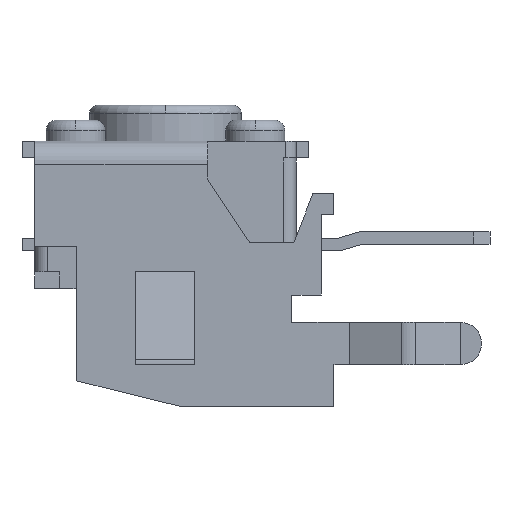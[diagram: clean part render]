
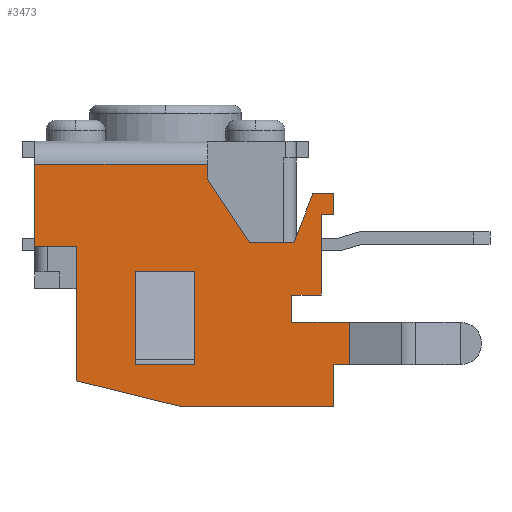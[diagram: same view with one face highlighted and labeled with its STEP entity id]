
A CAD part, left-side view. The second image highlights one B-rep face of the part: STEP entity #3473.
In plain terms, the highlighted planar face has unit normal (-1, 0, 0).
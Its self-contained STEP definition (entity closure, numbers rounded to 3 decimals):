
#987=CARTESIAN_POINT('',(-3.75,3.1,-2.5));
#988=VERTEX_POINT('',#987);
#995=CARTESIAN_POINT('',(-3.75,3.1,-0.55));
#996=VERTEX_POINT('',#995);
#997=CARTESIAN_POINT('',(-3.75,3.1,-0.55));
#998=DIRECTION('',(0.0,0.0,-1.0));
#999=VECTOR('',#998,1.95);
#1000=LINE('',#997,#999);
#1001=EDGE_CURVE('',#996,#988,#1000,.T.);
#1177=CARTESIAN_POINT('',(-3.75,-1.,-0.55));
#1178=VERTEX_POINT('',#1177);
#1179=CARTESIAN_POINT('',(-3.75,-1.,-0.55));
#1180=DIRECTION('',(0.0,1.0,0.0));
#1181=VECTOR('',#1180,4.1);
#1182=LINE('',#1179,#1181);
#1183=EDGE_CURVE('',#1178,#996,#1182,.T.);
#1218=CARTESIAN_POINT('',(-3.75,-1.0,-0.9));
#1219=VERTEX_POINT('',#1218);
#1220=CARTESIAN_POINT('',(-3.75,-1.0,-0.55));
#1221=DIRECTION('',(0.0,0.0,-1.0));
#1222=VECTOR('',#1221,0.35);
#1223=LINE('',#1220,#1222);
#1224=EDGE_CURVE('',#1178,#1219,#1223,.T.);
#3285=CARTESIAN_POINT('',(-3.75,2.1,-2.5));
#3286=VERTEX_POINT('',#3285);
#3293=CARTESIAN_POINT('',(-3.75,2.1,-2.5));
#3294=DIRECTION('',(0.0,1.0,0.0));
#3295=VECTOR('',#3294,1.);
#3296=LINE('',#3293,#3295);
#3297=EDGE_CURVE('',#3286,#988,#3296,.T.);
#3302=CARTESIAN_POINT('',(-3.75,3.1,-0.55));
#3303=DIRECTION('',(1.0,0.0,0.0));
#3304=DIRECTION('',(0.0,0.0,-1.0));
#3305=AXIS2_PLACEMENT_3D('',#3302,#3303,#3304);
#3306=PLANE('',#3305);
#3307=ORIENTED_EDGE('',*,*,#1183,.T.);
#3308=ORIENTED_EDGE('',*,*,#1001,.T.);
#3309=ORIENTED_EDGE('',*,*,#3297,.F.);
#3310=CARTESIAN_POINT('',(-3.75,2.1,-5.688));
#3311=VERTEX_POINT('',#3310);
#3312=CARTESIAN_POINT('',(-3.75,2.1,-5.688));
#3313=DIRECTION('',(0.0,0.0,1.0));
#3314=VECTOR('',#3313,3.188);
#3315=LINE('',#3312,#3314);
#3316=EDGE_CURVE('',#3311,#3286,#3315,.T.);
#3317=ORIENTED_EDGE('',*,*,#3316,.F.);
#3318=CARTESIAN_POINT('',(-3.75,-0.39,-6.3));
#3319=VERTEX_POINT('',#3318);
#3320=CARTESIAN_POINT('',(-3.75,-0.39,-6.3));
#3321=DIRECTION('',(0.0,0.971,0.239));
#3322=VECTOR('',#3321,2.564);
#3323=LINE('',#3320,#3322);
#3324=EDGE_CURVE('',#3319,#3311,#3323,.T.);
#3325=ORIENTED_EDGE('',*,*,#3324,.F.);
#3326=CARTESIAN_POINT('',(-3.75,-4.,-6.3));
#3327=VERTEX_POINT('',#3326);
#3328=CARTESIAN_POINT('',(-3.75,-4.,-6.3));
#3329=DIRECTION('',(0.0,1.0,0.0));
#3330=VECTOR('',#3329,3.61);
#3331=LINE('',#3328,#3330);
#3332=EDGE_CURVE('',#3327,#3319,#3331,.T.);
#3333=ORIENTED_EDGE('',*,*,#3332,.F.);
#3334=CARTESIAN_POINT('',(-3.75,-4.,-5.3));
#3335=VERTEX_POINT('',#3334);
#3336=CARTESIAN_POINT('',(-3.75,-4.,-5.3));
#3337=DIRECTION('',(0.0,0.0,-1.0));
#3338=VECTOR('',#3337,1.);
#3339=LINE('',#3336,#3338);
#3340=EDGE_CURVE('',#3335,#3327,#3339,.T.);
#3341=ORIENTED_EDGE('',*,*,#3340,.F.);
#3342=CARTESIAN_POINT('',(-3.75,-4.36,-5.3));
#3343=VERTEX_POINT('',#3342);
#3344=CARTESIAN_POINT('',(-3.75,-4.,-5.3));
#3345=DIRECTION('',(0.0,-1.0,0.0));
#3346=VECTOR('',#3345,0.36);
#3347=LINE('',#3344,#3346);
#3348=EDGE_CURVE('',#3335,#3343,#3347,.T.);
#3349=ORIENTED_EDGE('',*,*,#3348,.T.);
#3350=CARTESIAN_POINT('',(-3.75,-4.36,-4.3));
#3351=VERTEX_POINT('',#3350);
#3352=CARTESIAN_POINT('',(-3.75,-4.36,-4.3));
#3353=DIRECTION('',(0.0,0.0,-1.0));
#3354=VECTOR('',#3353,1.);
#3355=LINE('',#3352,#3354);
#3356=EDGE_CURVE('',#3351,#3343,#3355,.T.);
#3357=ORIENTED_EDGE('',*,*,#3356,.F.);
#3358=CARTESIAN_POINT('',(-3.75,-3.0,-4.3));
#3359=VERTEX_POINT('',#3358);
#3360=CARTESIAN_POINT('',(-3.75,-3.0,-4.3));
#3361=DIRECTION('',(0.0,-1.0,0.0));
#3362=VECTOR('',#3361,1.36);
#3363=LINE('',#3360,#3362);
#3364=EDGE_CURVE('',#3359,#3351,#3363,.T.);
#3365=ORIENTED_EDGE('',*,*,#3364,.F.);
#3366=CARTESIAN_POINT('',(-3.75,-3.,-3.65));
#3367=VERTEX_POINT('',#3366);
#3368=CARTESIAN_POINT('',(-3.75,-3.,-3.65));
#3369=DIRECTION('',(0.0,0.0,-1.0));
#3370=VECTOR('',#3369,0.65);
#3371=LINE('',#3368,#3370);
#3372=EDGE_CURVE('',#3367,#3359,#3371,.T.);
#3373=ORIENTED_EDGE('',*,*,#3372,.F.);
#3374=CARTESIAN_POINT('',(-3.75,-3.7,-3.65));
#3375=VERTEX_POINT('',#3374);
#3376=CARTESIAN_POINT('',(-3.75,-3.7,-3.65));
#3377=DIRECTION('',(0.0,1.0,0.0));
#3378=VECTOR('',#3377,0.7);
#3379=LINE('',#3376,#3378);
#3380=EDGE_CURVE('',#3375,#3367,#3379,.T.);
#3381=ORIENTED_EDGE('',*,*,#3380,.F.);
#3382=CARTESIAN_POINT('',(-3.75,-3.7,-1.75));
#3383=VERTEX_POINT('',#3382);
#3384=CARTESIAN_POINT('',(-3.75,-3.7,-1.75));
#3385=DIRECTION('',(0.0,0.0,-1.0));
#3386=VECTOR('',#3385,1.9);
#3387=LINE('',#3384,#3386);
#3388=EDGE_CURVE('',#3383,#3375,#3387,.T.);
#3389=ORIENTED_EDGE('',*,*,#3388,.F.);
#3390=CARTESIAN_POINT('',(-3.75,-4.,-1.75));
#3391=VERTEX_POINT('',#3390);
#3392=CARTESIAN_POINT('',(-3.75,-4.,-1.75));
#3393=DIRECTION('',(0.0,1.0,0.0));
#3394=VECTOR('',#3393,0.3);
#3395=LINE('',#3392,#3394);
#3396=EDGE_CURVE('',#3391,#3383,#3395,.T.);
#3397=ORIENTED_EDGE('',*,*,#3396,.F.);
#3398=CARTESIAN_POINT('',(-3.75,-4.,-1.25));
#3399=VERTEX_POINT('',#3398);
#3400=CARTESIAN_POINT('',(-3.75,-4.,-1.25));
#3401=DIRECTION('',(0.0,0.0,-1.0));
#3402=VECTOR('',#3401,0.5);
#3403=LINE('',#3400,#3402);
#3404=EDGE_CURVE('',#3399,#3391,#3403,.T.);
#3405=ORIENTED_EDGE('',*,*,#3404,.F.);
#3406=CARTESIAN_POINT('',(-3.75,-3.5,-1.25));
#3407=VERTEX_POINT('',#3406);
#3408=CARTESIAN_POINT('',(-3.75,-3.5,-1.25));
#3409=DIRECTION('',(0.0,-1.0,0.0));
#3410=VECTOR('',#3409,0.5);
#3411=LINE('',#3408,#3410);
#3412=EDGE_CURVE('',#3407,#3399,#3411,.T.);
#3413=ORIENTED_EDGE('',*,*,#3412,.F.);
#3414=CARTESIAN_POINT('',(-3.75,-3.05,-2.4));
#3415=VERTEX_POINT('',#3414);
#3416=CARTESIAN_POINT('',(-3.75,-3.05,-2.4));
#3417=DIRECTION('',(0.0,-0.364,0.931));
#3418=VECTOR('',#3417,1.235);
#3419=LINE('',#3416,#3418);
#3420=EDGE_CURVE('',#3415,#3407,#3419,.T.);
#3421=ORIENTED_EDGE('',*,*,#3420,.F.);
#3422=CARTESIAN_POINT('',(-3.75,-2.,-2.4));
#3423=VERTEX_POINT('',#3422);
#3424=CARTESIAN_POINT('',(-3.75,-2.,-2.4));
#3425=DIRECTION('',(0.0,-1.0,0.0));
#3426=VECTOR('',#3425,1.05);
#3427=LINE('',#3424,#3426);
#3428=EDGE_CURVE('',#3423,#3415,#3427,.T.);
#3429=ORIENTED_EDGE('',*,*,#3428,.F.);
#3430=CARTESIAN_POINT('',(-3.75,-1.,-0.9));
#3431=DIRECTION('',(0.0,-0.555,-0.832));
#3432=VECTOR('',#3431,1.803);
#3433=LINE('',#3430,#3432);
#3434=EDGE_CURVE('',#1219,#3423,#3433,.T.);
#3435=ORIENTED_EDGE('',*,*,#3434,.F.);
#3436=ORIENTED_EDGE('',*,*,#1224,.F.);
#3437=EDGE_LOOP('',(#3307,#3308,#3309,#3317,#3325,#3333,#3341,#3349,#3357,#3365,#3373,#3381,#3389,#3397,#3405,#3413,#3421,#3429,#3435,#3436));
#3438=FACE_OUTER_BOUND('',#3437,.T.);
#3439=CARTESIAN_POINT('',(-3.75,-0.7,-5.3));
#3440=VERTEX_POINT('',#3439);
#3441=CARTESIAN_POINT('',(-3.75,-0.7,-3.1));
#3442=VERTEX_POINT('',#3441);
#3443=CARTESIAN_POINT('',(-3.75,-0.7,-5.3));
#3444=DIRECTION('',(0.0,0.0,1.0));
#3445=VECTOR('',#3444,2.2);
#3446=LINE('',#3443,#3445);
#3447=EDGE_CURVE('',#3440,#3442,#3446,.T.);
#3448=ORIENTED_EDGE('',*,*,#3447,.F.);
#3449=CARTESIAN_POINT('',(-3.75,0.7,-5.3));
#3450=VERTEX_POINT('',#3449);
#3451=CARTESIAN_POINT('',(-3.75,0.7,-5.3));
#3452=DIRECTION('',(0.0,-1.0,0.0));
#3453=VECTOR('',#3452,1.4);
#3454=LINE('',#3451,#3453);
#3455=EDGE_CURVE('',#3450,#3440,#3454,.T.);
#3456=ORIENTED_EDGE('',*,*,#3455,.F.);
#3457=CARTESIAN_POINT('',(-3.75,0.7,-3.1));
#3458=VERTEX_POINT('',#3457);
#3459=CARTESIAN_POINT('',(-3.75,0.7,-3.1));
#3460=DIRECTION('',(0.0,0.0,-1.0));
#3461=VECTOR('',#3460,2.2);
#3462=LINE('',#3459,#3461);
#3463=EDGE_CURVE('',#3458,#3450,#3462,.T.);
#3464=ORIENTED_EDGE('',*,*,#3463,.F.);
#3465=CARTESIAN_POINT('',(-3.75,-0.7,-3.1));
#3466=DIRECTION('',(0.0,1.0,0.0));
#3467=VECTOR('',#3466,1.4);
#3468=LINE('',#3465,#3467);
#3469=EDGE_CURVE('',#3442,#3458,#3468,.T.);
#3470=ORIENTED_EDGE('',*,*,#3469,.F.);
#3471=EDGE_LOOP('',(#3448,#3456,#3464,#3470));
#3472=FACE_BOUND('',#3471,.T.);
#3473=ADVANCED_FACE('',(#3438,#3472),#3306,.F.);
